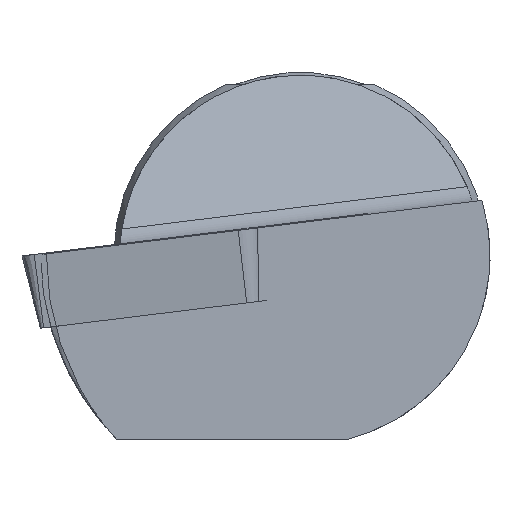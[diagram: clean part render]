
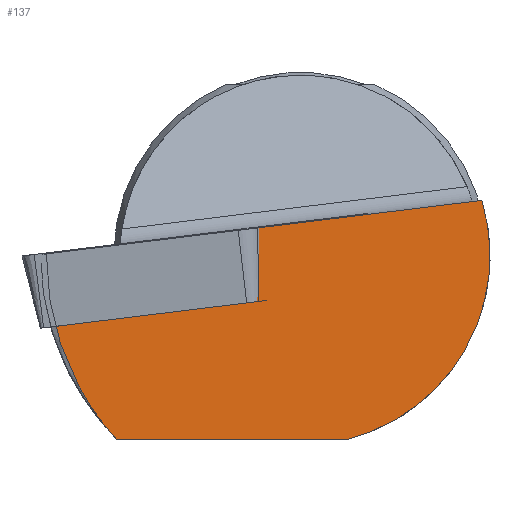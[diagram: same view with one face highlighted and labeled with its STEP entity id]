
A CAD part, left-side view. The second image highlights one B-rep face of the part: STEP entity #137.
In plain terms, the highlighted planar face has unit normal (-0.999, -0.052, 0).
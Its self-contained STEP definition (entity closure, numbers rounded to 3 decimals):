
#86=PLANE('',#625);
#137=ADVANCED_FACE('',(#177),#86,.F.);
#177=FACE_OUTER_BOUND('',#209,.T.);
#209=EDGE_LOOP('',(#389,#390,#391,#392,#393));
#251=LINE('',#805,#275);
#261=LINE('',#943,#285);
#275=VECTOR('',#652,1.);
#285=VECTOR('',#730,1.);
#389=ORIENTED_EDGE('',*,*,#504,.F.);
#390=ORIENTED_EDGE('',*,*,#515,.T.);
#391=ORIENTED_EDGE('',*,*,#535,.T.);
#392=ORIENTED_EDGE('',*,*,#538,.T.);
#393=ORIENTED_EDGE('',*,*,#553,.T.);
#450=VERTEX_POINT('',#771);
#451=VERTEX_POINT('',#772);
#460=VERTEX_POINT('',#804);
#475=VERTEX_POINT('',#867);
#477=VERTEX_POINT('',#873);
#504=EDGE_CURVE('',#450,#451,#582,.T.);
#515=EDGE_CURVE('',#450,#460,#251,.T.);
#535=EDGE_CURVE('',#460,#475,#583,.T.);
#538=EDGE_CURVE('',#475,#477,#584,.T.);
#553=EDGE_CURVE('',#477,#451,#261,.T.);
#582=ELLIPSE('',#587,6.108,6.1);
#583=ELLIPSE('',#605,9.035,8.982);
#584=ELLIPSE('',#608,8.361,8.35);
#587=AXIS2_PLACEMENT_3D('',#770,#641,#642);
#605=AXIS2_PLACEMENT_3D('',#868,#687,#688);
#608=AXIS2_PLACEMENT_3D('',#874,#694,#695);
#625=AXIS2_PLACEMENT_3D('',#945,#733,#734);
#641=DIRECTION('',(0.999,0.052,0.));
#642=DIRECTION('',(-0.052,0.999,0.));
#652=DIRECTION('',(-0.052,0.991,-0.122));
#687=DIRECTION('',(-0.999,-0.052,0.));
#688=DIRECTION('',(0.052,-0.999,0.));
#694=DIRECTION('',(-0.999,-0.052,0.));
#695=DIRECTION('',(-0.052,0.999,0.));
#730=DIRECTION('',(0.052,-0.999,0.));
#733=DIRECTION('',(0.999,0.052,0.));
#734=DIRECTION('',(0.052,-0.999,0.));
#770=CARTESIAN_POINT('',(0.917,-9.279,0.051));
#771=CARTESIAN_POINT('',(1.223,-15.115,1.826));
#772=CARTESIAN_POINT('',(0.998,-10.828,-5.849));
#804=CARTESIAN_POINT('',(0.489,-1.109,0.106));
#805=CARTESIAN_POINT('',(0.371,1.139,-0.17));
#867=CARTESIAN_POINT('',(0.589,-3.017,-5.473));
#868=CARTESIAN_POINT('',(0.962,-10.132,0.051));
#873=CARTESIAN_POINT('',(0.607,-3.37,-5.849));
#874=CARTESIAN_POINT('',(0.917,-9.279,0.051));
#943=CARTESIAN_POINT('',(0.505,-1.426,-5.849));
#945=CARTESIAN_POINT('',(0.489,-1.109,-16.649));
